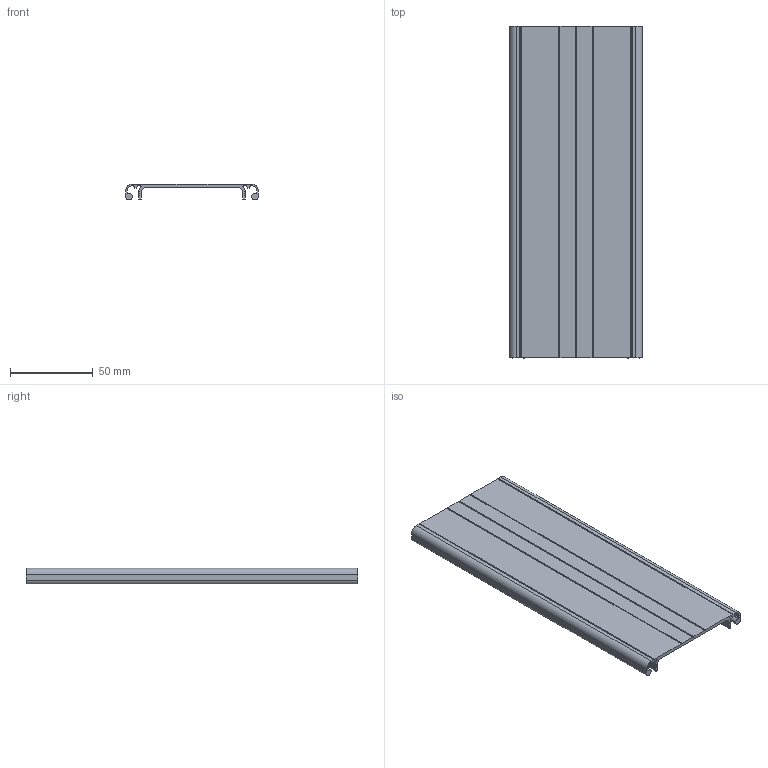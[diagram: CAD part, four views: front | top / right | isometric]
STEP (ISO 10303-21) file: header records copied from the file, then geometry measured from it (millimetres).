
FILE_DESCRIPTION (( 'STEP AP203' ), '1' );
FILE_NAME ('201800999_c_1.STEP', '2023-03-19T02:55:07', ( '' ), ( '' ), 'SwSTEP 2.0', 'SolidWorks 2014', '' );
FILE_SCHEMA (( 'CONFIG_CONTROL_DESIGN' ));
Length unit declared in the file: millimetre
Products named in the file (1): 201800999_c_1
Bounding box: 80 x 200 x 9.5 mm (x, y, z)
Volume: 40763.4 mm3; surface area: 47421.7 mm2
Topology: 1 solids, 1 shells, 118 faces, 348 edges, 232 vertices
Faces by surface type: cylinder 65, plane 53
Entity records: 4059 total; most frequent: DIRECTION 716, CARTESIAN_POINT 699, ORIENTED_EDGE 696, EDGE_CURVE 348, AXIS2_PLACEMENT_3D 249, VERTEX_POINT 232, LINE 218, VECTOR 218
